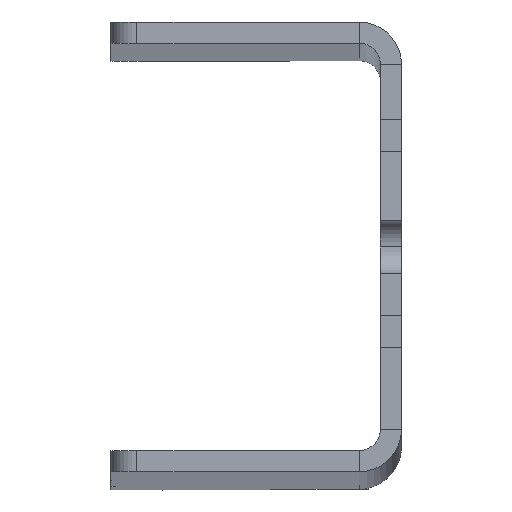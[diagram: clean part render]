
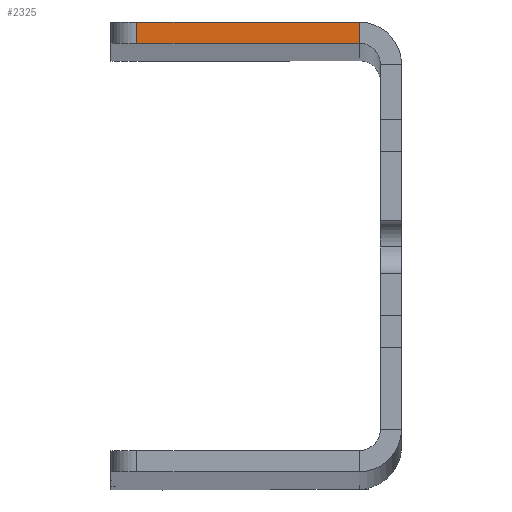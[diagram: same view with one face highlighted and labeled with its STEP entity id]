
A CAD part, top view. The second image highlights one B-rep face of the part: STEP entity #2325.
In plain terms, the highlighted planar face has unit normal (0, 0, 1).
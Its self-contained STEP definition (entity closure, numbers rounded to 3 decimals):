
#25 = VECTOR ( 'NONE', #305, 1000. ) ;
#36 = VECTOR ( 'NONE', #3337, 1000. ) ;
#46 = VECTOR ( 'NONE', #3306, 1000. ) ;
#92 = ORIENTED_EDGE ( 'NONE', *, *, #234, .F. ) ;
#106 = VERTEX_POINT ( 'NONE', #3003 ) ;
#135 = CARTESIAN_POINT ( 'NONE',  ( 0., -1093.305, 1260.5 ) ) ;
#234 = EDGE_CURVE ( 'NONE', #777, #508, #1955, .T. ) ;
#305 = DIRECTION ( 'NONE',  ( -1., 0., 0. ) ) ;
#343 = VERTEX_POINT ( 'NONE', #1707 ) ;
#508 = VERTEX_POINT ( 'NONE', #575 ) ;
#520 = DIRECTION ( 'NONE',  ( 0., -1., 0. ) ) ;
#529 = DIRECTION ( 'NONE',  ( -1., 0., 0. ) ) ;
#575 = CARTESIAN_POINT ( 'NONE',  ( 950., -1093.305, 1260.5 ) ) ;
#694 = AXIS2_PLACEMENT_3D ( 'NONE', #2402, #1066, #529 ) ;
#749 = PLANE ( 'NONE',  #694 ) ;
#777 = VERTEX_POINT ( 'NONE', #1509 ) ;
#1066 = DIRECTION ( 'NONE',  ( 0., 0., -1. ) ) ;
#1118 = LINE ( 'NONE', #1902, #25 ) ;
#1509 = CARTESIAN_POINT ( 'NONE',  ( 992., -1093.305, 1260.5 ) ) ;
#1522 = ORIENTED_EDGE ( 'NONE', *, *, #1699, .F. ) ;
#1525 = EDGE_CURVE ( 'NONE', #343, #508, #3302, .T. ) ;
#1699 = EDGE_CURVE ( 'NONE', #106, #777, #2676, .T. ) ;
#1707 = CARTESIAN_POINT ( 'NONE',  ( 950., -1089.305, 1260.5 ) ) ;
#1902 = CARTESIAN_POINT ( 'NONE',  ( 0., -1089.305, 1260.5 ) ) ;
#1928 = ORIENTED_EDGE ( 'NONE', *, *, #1525, .T. ) ;
#1955 = LINE ( 'NONE', #135, #46 ) ;
#1966 = CARTESIAN_POINT ( 'NONE',  ( 950., -1093.305, 1260.5 ) ) ;
#2060 = EDGE_CURVE ( 'NONE', #106, #343, #1118, .T. ) ;
#2063 = ORIENTED_EDGE ( 'NONE', *, *, #2060, .T. ) ;
#2124 = CARTESIAN_POINT ( 'NONE',  ( 992., -1093.305, 1260.5 ) ) ;
#2325 = ADVANCED_FACE ( 'NONE', ( #3430 ), #749, .F. ) ;
#2385 = VECTOR ( 'NONE', #520, 1000. ) ;
#2402 = CARTESIAN_POINT ( 'NONE',  ( 0., -1093.305, 1260.5 ) ) ;
#2676 = LINE ( 'NONE', #2124, #2385 ) ;
#3003 = CARTESIAN_POINT ( 'NONE',  ( 992., -1089.305, 1260.5 ) ) ;
#3102 = EDGE_LOOP ( 'NONE', ( #1522, #2063, #1928, #92 ) ) ;
#3302 = LINE ( 'NONE', #1966, #36 ) ;
#3306 = DIRECTION ( 'NONE',  ( -1., 0., 0. ) ) ;
#3337 = DIRECTION ( 'NONE',  ( 0., -1., 0. ) ) ;
#3430 = FACE_OUTER_BOUND ( 'NONE', #3102, .T. ) ;
